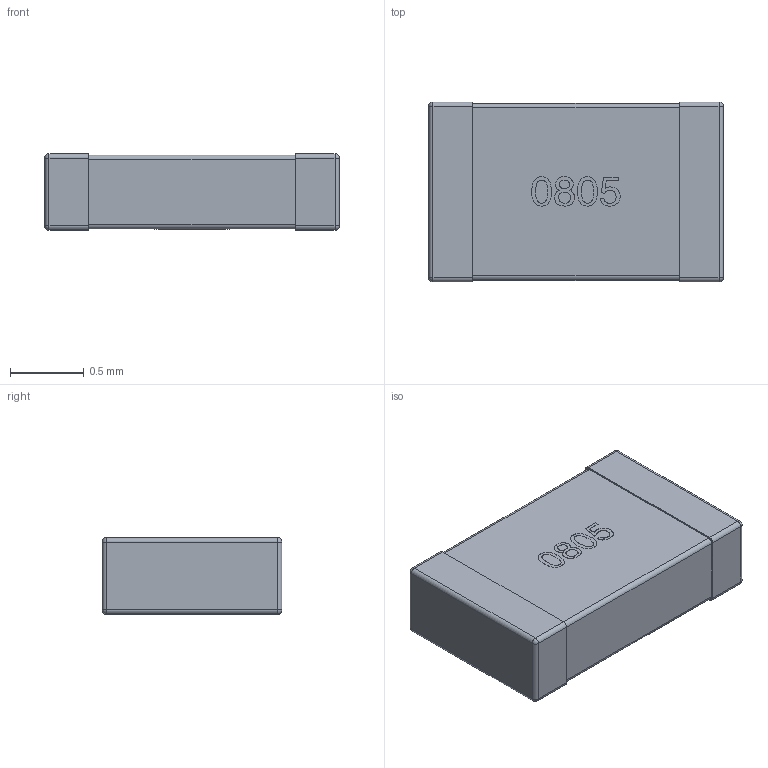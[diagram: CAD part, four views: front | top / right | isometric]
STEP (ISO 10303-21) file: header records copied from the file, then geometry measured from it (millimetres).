
FILE_DESCRIPTION (( 'STEP AP214' ), '1' );
FILE_NAME ('C 0805.STEP', '2016-07-20T15:19:33', ( '' ), ( '' ), 'SwSTEP 2.0', 'SolidWorks 2015', '' );
FILE_SCHEMA (( 'AUTOMOTIVE_DESIGN' ));
Length unit declared in the file: millimetre
Products named in the file (3): C 0805; LOGOԲ
Assembly tree (2 placements, depth 2):
  C 0805
    LOGOԲ
    C 0805
Bounding box: 2 x 1.22 x 0.52 mm (x, y, z)
Volume: 1.2 mm3; surface area: 10.5 mm2
Topology: 17 solids, 17 shells, 205 faces, 473 edges, 302 vertices
Faces by surface type: plane 91, bspline 70, cylinder 36, sphere 8
Entity records: 10336 total; most frequent: CARTESIAN_POINT 4243, ORIENTED_EDGE 930, DIRECTION 677, EDGE_CURVE 465, VERTEX_POINT 302, LINE 253, VECTOR 253, EDGE_LOOP 225
